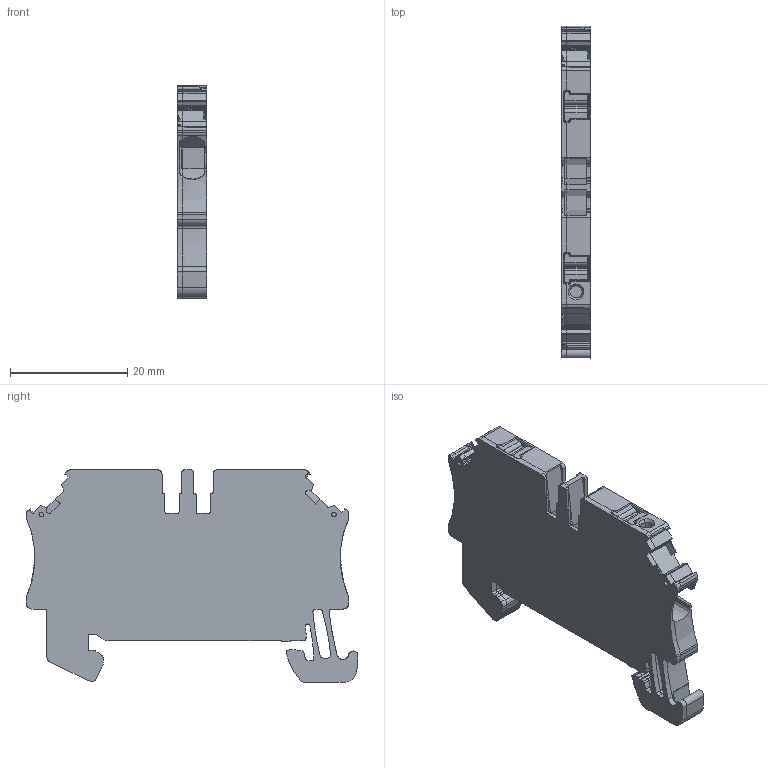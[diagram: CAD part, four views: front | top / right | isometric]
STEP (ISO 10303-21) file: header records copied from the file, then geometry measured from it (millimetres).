
FILE_DESCRIPTION(('CATIA V5 STEP Exchange','CAx-IF Rec.Pracs.--- Model Styling and Organization---1.5--- 2016-08-15','CAx-IF Rec.Pracs.---Supplemental Geometry---1.0---2011-11-01','CAx-IF Rec.Pracs.--- Composite Materials ---1.1---2010-07-15'),'2;1');
FILE_NAME ('1389521-6_0', '2025-09-19T12:44:10+00:00', ('none'), ('Weidmueller'), 'CATIA Version 5-6 Release 2024 SP4', 'CATIA V5 STEP AP214 v3', 'none');
FILE_SCHEMA(('AUTOMOTIVE_DESIGN { 1 0 10303 214 1 1 1 1 }'));
Length unit declared in the file: millimetre
Products named in the file (1): AL2C_2-5_PE
Bounding box: 5.1 x 56.51 x 36.15 mm (x, y, z)
Volume: 6968.8 mm3; surface area: 7853.7 mm2
Topology: 4 solids, 4 shells, 709 faces, 2050 edges, 1350 vertices
Faces by surface type: plane 334, cylinder 284, extrusion 56, cone 22, bspline 8, sphere 3, torus 2
Entity records: 24009 total; most frequent: CARTESIAN_POINT 6118, ORIENTED_EDGE 4096, DIRECTION 3014, EDGE_CURVE 2048, VECTOR 1390, VERTEX_POINT 1350, LINE 1334, AXIS2_PLACEMENT_3D 1057
